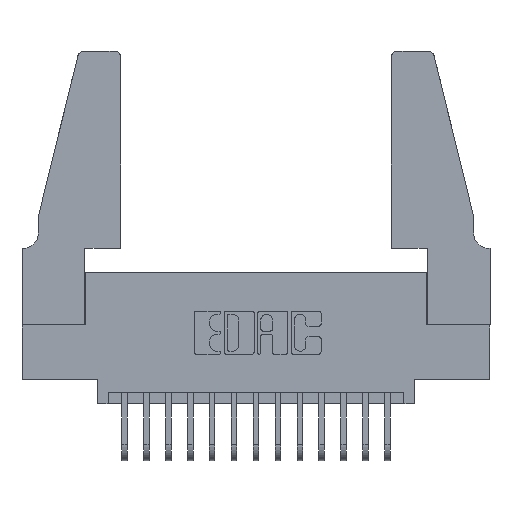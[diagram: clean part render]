
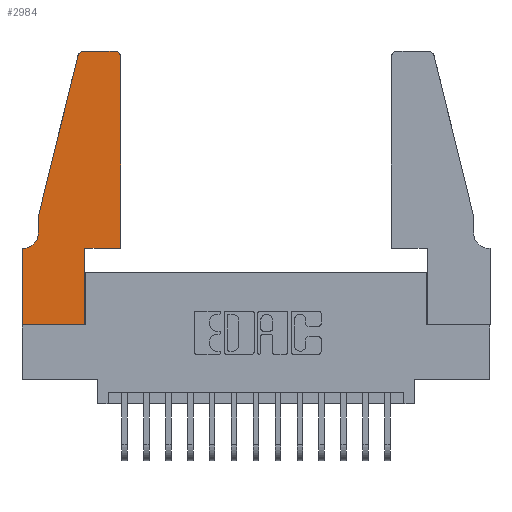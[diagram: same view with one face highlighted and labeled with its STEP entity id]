
A CAD part, top view. The second image highlights one B-rep face of the part: STEP entity #2984.
In plain terms, the highlighted planar face has unit normal (0, 0, 1).
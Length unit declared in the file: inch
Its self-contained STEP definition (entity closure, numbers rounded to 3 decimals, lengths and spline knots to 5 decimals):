
#58 = CARTESIAN_POINT ( 'NONE',  ( 0., 0., 0.37 ) ) ;
#163 = LINE ( 'NONE', #1614, #15870 ) ;
#325 = CARTESIAN_POINT ( 'NONE',  ( 0.0755, 0.5, 0.37 ) ) ;
#451 = EDGE_CURVE ( 'NONE', #9676, #6778, #13359, .T. ) ;
#464 = VECTOR ( 'NONE', #13857, 39.37008 ) ;
#878 = DIRECTION ( 'NONE',  ( 1., 0., 0. ) ) ;
#1423 = VECTOR ( 'NONE', #7192, 39.37008 ) ;
#1497 = CARTESIAN_POINT ( 'NONE',  ( 0.0755, 0.42, 0.37 ) ) ;
#1566 = VERTEX_POINT ( 'NONE', #58 ) ;
#1614 = CARTESIAN_POINT ( 'NONE',  ( 0.0755, 0.5, 0.37 ) ) ;
#1667 = VERTEX_POINT ( 'NONE', #7469 ) ;
#1718 = ORIENTED_EDGE ( 'NONE', *, *, #6757, .T. ) ;
#1846 = DIRECTION ( 'NONE',  ( -1., 0., 0. ) ) ;
#1891 = ORIENTED_EDGE ( 'NONE', *, *, #451, .T. ) ;
#2021 = VERTEX_POINT ( 'NONE', #8536 ) ;
#2049 = ORIENTED_EDGE ( 'NONE', *, *, #8700, .T. ) ;
#2597 = CARTESIAN_POINT ( 'NONE',  ( 0., 0.35, 0.37 ) ) ;
#2619 = CIRCLE ( 'NONE', #4429, 0.03 ) ;
#2678 = DIRECTION ( 'NONE',  ( 1., 0., 0. ) ) ;
#2770 = VECTOR ( 'NONE', #6089, 39.37008 ) ;
#2929 = EDGE_CURVE ( 'NONE', #11892, #2021, #13833, .T. ) ;
#2984 = ADVANCED_FACE ( 'NONE', ( #3183 ), #14452, .T. ) ;
#3183 = FACE_OUTER_BOUND ( 'NONE', #10569, .T. ) ;
#3193 = DIRECTION ( 'NONE',  ( -1., 0., 0. ) ) ;
#3222 = VECTOR ( 'NONE', #3193, 39.37008 ) ;
#3533 = CARTESIAN_POINT ( 'NONE',  ( 0., 0., 0.37 ) ) ;
#3725 = CARTESIAN_POINT ( 'NONE',  ( 0.284, 1.25, 0.37 ) ) ;
#4053 = ORIENTED_EDGE ( 'NONE', *, *, #4892, .T. ) ;
#4210 = VERTEX_POINT ( 'NONE', #3725 ) ;
#4429 = AXIS2_PLACEMENT_3D ( 'NONE', #5122, #13689, #6427 ) ;
#4820 = CARTESIAN_POINT ( 'NONE',  ( 0.4205, 1.25, 0.37 ) ) ;
#4892 = EDGE_CURVE ( 'NONE', #6778, #13244, #2619, .T. ) ;
#5122 = CARTESIAN_POINT ( 'NONE',  ( 0.4205, 1.22, 0.37 ) ) ;
#5348 = CARTESIAN_POINT ( 'NONE',  ( 0.4505, 1.22, 0.37 ) ) ;
#5356 = CIRCLE ( 'NONE', #6571, 0.03 ) ;
#5513 = DIRECTION ( 'NONE',  ( -0.239, -0.971, 0. ) ) ;
#5695 = CARTESIAN_POINT ( 'NONE',  ( 0.0755, 0.35, 0.37 ) ) ;
#5751 = CARTESIAN_POINT ( 'NONE',  ( 0.2865, 0.35, 0.37 ) ) ;
#5860 = ORIENTED_EDGE ( 'NONE', *, *, #2929, .T. ) ;
#5942 = CARTESIAN_POINT ( 'NONE',  ( 0., 0., 0.37 ) ) ;
#6089 = DIRECTION ( 'NONE',  ( 0., -1., 0. ) ) ;
#6379 = VECTOR ( 'NONE', #5513, 39.37008 ) ;
#6427 = DIRECTION ( 'NONE',  ( 1., 0., 0. ) ) ;
#6524 = CARTESIAN_POINT ( 'NONE',  ( 0.4505, 0.35, 0.37 ) ) ;
#6532 = EDGE_CURVE ( 'NONE', #11148, #1566, #12726, .T. ) ;
#6571 = AXIS2_PLACEMENT_3D ( 'NONE', #15730, #8492, #878 ) ;
#6757 = EDGE_CURVE ( 'NONE', #12056, #9676, #16076, .T. ) ;
#6778 = VERTEX_POINT ( 'NONE', #5348 ) ;
#6817 = ORIENTED_EDGE ( 'NONE', *, *, #8974, .T. ) ;
#7162 = ORIENTED_EDGE ( 'NONE', *, *, #16040, .T. ) ;
#7192 = DIRECTION ( 'NONE',  ( 1., 0., 0. ) ) ;
#7336 = VECTOR ( 'NONE', #8719, 39.37008 ) ;
#7469 = CARTESIAN_POINT ( 'NONE',  ( 0.0755, 0.5, 0.37 ) ) ;
#7909 = CARTESIAN_POINT ( 'NONE',  ( 0.25487, 1.22718, 0.37 ) ) ;
#8051 = EDGE_CURVE ( 'NONE', #1667, #11892, #163, .T. ) ;
#8170 = CARTESIAN_POINT ( 'NONE',  ( 0., 0.35, 0.37 ) ) ;
#8200 = LINE ( 'NONE', #5942, #1423 ) ;
#8222 = ORIENTED_EDGE ( 'NONE', *, *, #11484, .T. ) ;
#8311 = AXIS2_PLACEMENT_3D ( 'NONE', #15818, #15815, #1846 ) ;
#8425 = EDGE_CURVE ( 'NONE', #13244, #4210, #13784, .T. ) ;
#8492 = DIRECTION ( 'NONE',  ( 0., 0., 1. ) ) ;
#8536 = CARTESIAN_POINT ( 'NONE',  ( 0.0055, 0.35, 0.37 ) ) ;
#8700 = EDGE_CURVE ( 'NONE', #10630, #1667, #12865, .T. ) ;
#8719 = DIRECTION ( 'NONE',  ( -1., 0., 0. ) ) ;
#8974 = EDGE_CURVE ( 'NONE', #4210, #10630, #5356, .T. ) ;
#9538 = LINE ( 'NONE', #5695, #3222 ) ;
#9676 = VERTEX_POINT ( 'NONE', #10756 ) ;
#9868 = CARTESIAN_POINT ( 'NONE',  ( 0.2865, 0., 0.37 ) ) ;
#10025 = DIRECTION ( 'NONE',  ( 1., 0., 0. ) ) ;
#10569 = EDGE_LOOP ( 'NONE', ( #10785, #6817, #2049, #14841, #5860, #13747, #15829, #8222, #7162, #1718, #1891, #4053 ) ) ;
#10571 = CARTESIAN_POINT ( 'NONE',  ( 0.2865, 0.35, 0.37 ) ) ;
#10630 = VERTEX_POINT ( 'NONE', #7909 ) ;
#10756 = CARTESIAN_POINT ( 'NONE',  ( 0.4505, 0.35, 0.37 ) ) ;
#10785 = ORIENTED_EDGE ( 'NONE', *, *, #8425, .T. ) ;
#11110 = CARTESIAN_POINT ( 'NONE',  ( 0.2605, 1.25, 0.37 ) ) ;
#11148 = VERTEX_POINT ( 'NONE', #2597 ) ;
#11484 = EDGE_CURVE ( 'NONE', #1566, #15051, #8200, .T. ) ;
#11664 = DIRECTION ( 'NONE',  ( 0., -1., 0. ) ) ;
#11892 = VERTEX_POINT ( 'NONE', #1497 ) ;
#12044 = VECTOR ( 'NONE', #14147, 39.37008 ) ;
#12056 = VERTEX_POINT ( 'NONE', #5751 ) ;
#12072 = EDGE_CURVE ( 'NONE', #2021, #11148, #9538, .T. ) ;
#12419 = LINE ( 'NONE', #10571, #12044 ) ;
#12726 = LINE ( 'NONE', #3533, #2770 ) ;
#12865 = LINE ( 'NONE', #325, #6379 ) ;
#13244 = VERTEX_POINT ( 'NONE', #4820 ) ;
#13359 = LINE ( 'NONE', #15189, #464 ) ;
#13689 = DIRECTION ( 'NONE',  ( 0., 0., 1. ) ) ;
#13747 = ORIENTED_EDGE ( 'NONE', *, *, #12072, .T. ) ;
#13784 = LINE ( 'NONE', #11110, #7336 ) ;
#13833 = CIRCLE ( 'NONE', #8311, 0.07 ) ;
#13857 = DIRECTION ( 'NONE',  ( 0., 1., 0. ) ) ;
#14147 = DIRECTION ( 'NONE',  ( 0., 1., 0. ) ) ;
#14452 = PLANE ( 'NONE',  #14791 ) ;
#14791 = AXIS2_PLACEMENT_3D ( 'NONE', #8170, #15499, #10025 ) ;
#14841 = ORIENTED_EDGE ( 'NONE', *, *, #8051, .T. ) ;
#15051 = VERTEX_POINT ( 'NONE', #9868 ) ;
#15189 = CARTESIAN_POINT ( 'NONE',  ( 0.4505, 0.35, 0.37 ) ) ;
#15499 = DIRECTION ( 'NONE',  ( 0., 0., 1. ) ) ;
#15699 = VECTOR ( 'NONE', #2678, 39.37008 ) ;
#15730 = CARTESIAN_POINT ( 'NONE',  ( 0.284, 1.22, 0.37 ) ) ;
#15815 = DIRECTION ( 'NONE',  ( 0., 0., -1. ) ) ;
#15818 = CARTESIAN_POINT ( 'NONE',  ( 0.0055, 0.42, 0.37 ) ) ;
#15829 = ORIENTED_EDGE ( 'NONE', *, *, #6532, .T. ) ;
#15870 = VECTOR ( 'NONE', #11664, 39.37008 ) ;
#16040 = EDGE_CURVE ( 'NONE', #15051, #12056, #12419, .T. ) ;
#16076 = LINE ( 'NONE', #6524, #15699 ) ;
